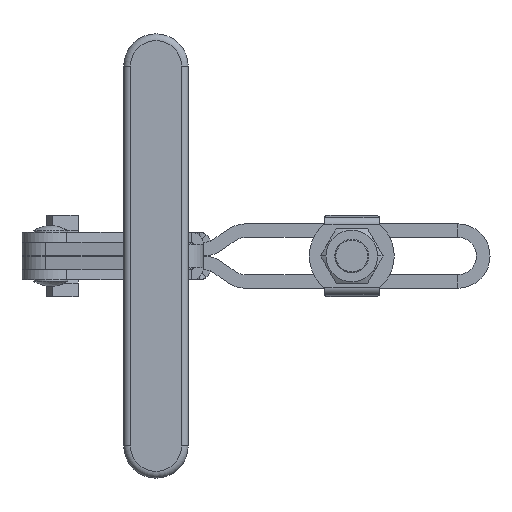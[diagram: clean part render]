
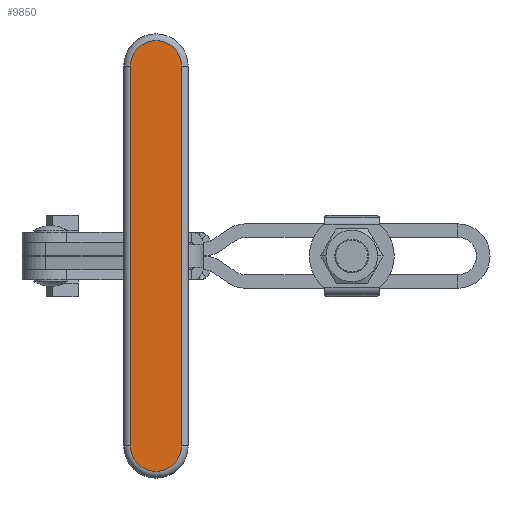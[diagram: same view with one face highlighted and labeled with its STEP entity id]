
A CAD part, front view. The second image highlights one B-rep face of the part: STEP entity #9850.
In plain terms, the highlighted face is planar.
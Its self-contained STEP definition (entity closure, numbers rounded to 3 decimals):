
#2743 = VERTEX_POINT ( 'NONE', #17683 ) ;
#7260 = DIRECTION ( 'NONE',  ( -1., 0., 0. ) ) ;
#7277 = CARTESIAN_POINT ( 'NONE',  ( -65.5, 20., 2. ) ) ;
#7284 = CARTESIAN_POINT ( 'NONE',  ( -56., 20., 9.5 ) ) ;
#7285 = DIRECTION ( 'NONE',  ( 0., 1., 0. ) ) ;
#7286 = DIRECTION ( 'NONE',  ( 0., 0., -1. ) ) ;
#7294 = CARTESIAN_POINT ( 'NONE',  ( 56., 20., 17. ) ) ;
#7295 = DIRECTION ( 'NONE',  ( 1., 0., 0. ) ) ;
#7297 = CARTESIAN_POINT ( 'NONE',  ( 56., 20., 9.5 ) ) ;
#7298 = DIRECTION ( 'NONE',  ( 0., 1., 0. ) ) ;
#7299 = DIRECTION ( 'NONE',  ( 0., 0., -1. ) ) ;
#9850 = ADVANCED_FACE ( 'NONE', ( #14663 ), #28171, .F. ) ;
#11798 = ORIENTED_EDGE ( 'NONE', *, *, #24641, .T. ) ;
#11799 = ORIENTED_EDGE ( 'NONE', *, *, #24642, .T. ) ;
#11800 = ORIENTED_EDGE ( 'NONE', *, *, #24637, .T. ) ;
#11801 = ORIENTED_EDGE ( 'NONE', *, *, #24638, .T. ) ;
#14663 = FACE_OUTER_BOUND ( 'NONE', #19348, .T. ) ;
#17683 = CARTESIAN_POINT ( 'NONE',  ( -56., 20., 17. ) ) ;
#19348 = EDGE_LOOP ( 'NONE', ( #11798, #11799, #11800, #11801 ) ) ;
#20523 = VERTEX_POINT ( 'NONE', #27873 ) ;
#20559 = VERTEX_POINT ( 'NONE', #27900 ) ;
#20586 = VERTEX_POINT ( 'NONE', #27921 ) ;
#20699 = AXIS2_PLACEMENT_3D ( 'NONE', #28169, #28174, #28175 ) ;
#20961 = AXIS2_PLACEMENT_3D ( 'NONE', #7284, #7285, #7286 ) ;
#20963 = AXIS2_PLACEMENT_3D ( 'NONE', #7297, #7298, #7299 ) ;
#24637 = EDGE_CURVE ( 'NONE', #20559, #20586, #26716, .T. ) ;
#24638 = EDGE_CURVE ( 'NONE', #20586, #2743, #26719, .T. ) ;
#24641 = EDGE_CURVE ( 'NONE', #2743, #20523, #26724, .T. ) ;
#24642 = EDGE_CURVE ( 'NONE', #20523, #20559, #26726, .T. ) ;
#26716 = LINE ( 'NONE', #7277, #26721 ) ;
#26719 = CIRCLE ( 'NONE', #20961, 7.5 ) ;
#26721 = VECTOR ( 'NONE', #7260, 1000. ) ;
#26724 = LINE ( 'NONE', #7294, #26727 ) ;
#26726 = CIRCLE ( 'NONE', #20963, 7.5 ) ;
#26727 = VECTOR ( 'NONE', #7295, 1000. ) ;
#27873 = CARTESIAN_POINT ( 'NONE',  ( 56., 20., 17. ) ) ;
#27900 = CARTESIAN_POINT ( 'NONE',  ( 56., 20., 2. ) ) ;
#27921 = CARTESIAN_POINT ( 'NONE',  ( -56., 20., 2. ) ) ;
#28169 = CARTESIAN_POINT ( 'NONE',  ( -65.5, 20., 19. ) ) ;
#28171 = PLANE ( 'NONE',  #20699 ) ;
#28174 = DIRECTION ( 'NONE',  ( 0., -1., 0. ) ) ;
#28175 = DIRECTION ( 'NONE',  ( 0., 0., -1. ) ) ;
